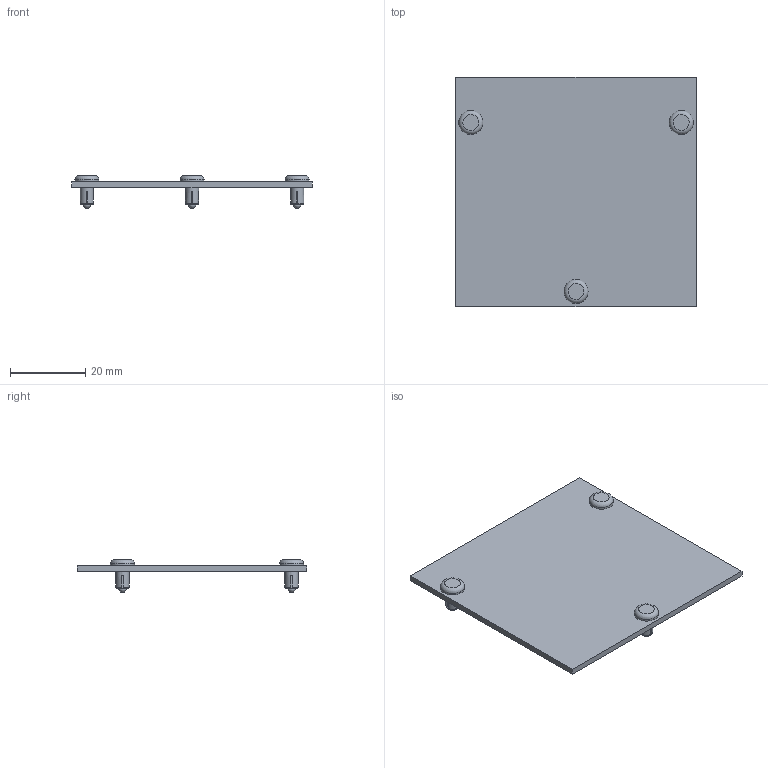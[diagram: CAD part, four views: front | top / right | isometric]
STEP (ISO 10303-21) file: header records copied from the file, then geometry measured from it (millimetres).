
FILE_DESCRIPTION(('Open CASCADE Model'),'2;1');
FILE_NAME('Open CASCADE Shape Model','2020-04-30T14:13:44',('Author'),( 'Open CASCADE'),'Open CASCADE STEP processor 6.8','Open CASCADE 6.8' ,'Unknown');
FILE_SCHEMA(('AUTOMOTIVE_DESIGN { 1 0 10303 214 1 1 1 1 }'));
Length unit declared in the file: millimetre
Products named in the file (5): PCB; Board; Open CASCADE STEP translator 6.8 5.1.1; Free-Models; keystone-PN3444_key-inserted_RGB4408131
Assembly tree (6 placements, depth 3):
  PCB
    Board
      Open CASCADE STEP translator 6.8 5.1.1
    Free-Models
      keystone-PN3444_key-inserted_RGB4408131  x3
Bounding box: 64 x 61 x 8.71 mm (x, y, z)
Volume: 6525.6 mm3; surface area: 9110.7 mm2
Topology: 7 solids, 7 shells, 108 faces, 306 edges, 215 vertices
Faces by surface type: plane 69, torus 18, cylinder 15, sphere 3, cone 3
Full cylindrical faces by diameter (mm): 1.93 x6, 3.505 x3, 4.978 x3, 6.401 x3
Entity records: 2099 total; most frequent: CARTESIAN_POINT 593, DIRECTION 242, ORIENTED_EDGE 218, EDGE_CURVE 109, AXIS2_PLACEMENT_3D 96, VERTEX_POINT 77, LINE 50, VECTOR 50
